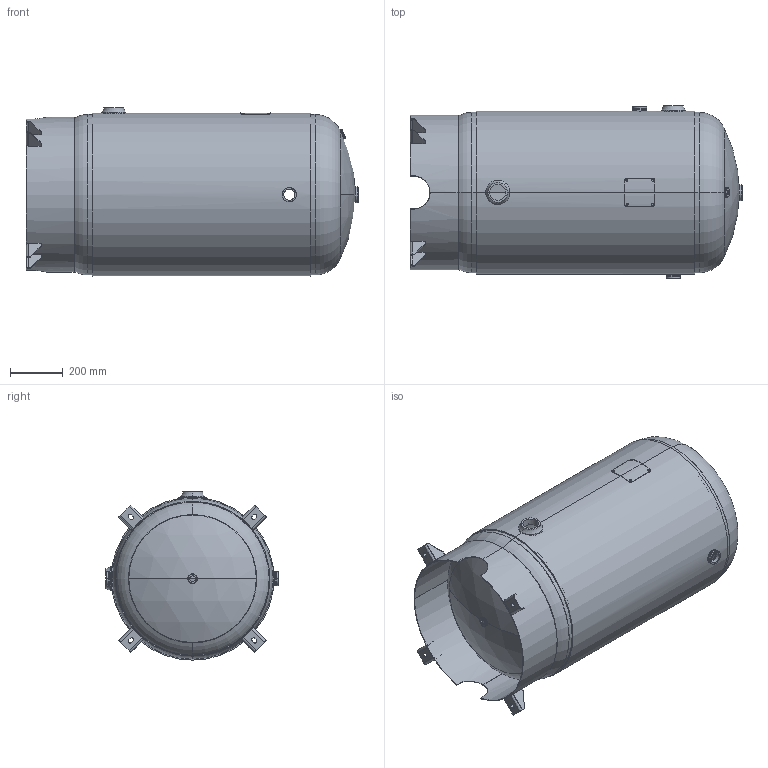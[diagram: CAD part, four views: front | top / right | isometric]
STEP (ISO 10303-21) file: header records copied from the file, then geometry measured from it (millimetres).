
FILE_DESCRIPTION (( 'STEP AP214' ), '1' );
FILE_NAME ('302417.STEP', '2024-10-25T19:20:22', ( '' ), ( '' ), 'SwSTEP 2.0', 'SolidWorks 2022', '' );
FILE_SCHEMA (( 'AUTOMOTIVE_DESIGN' ));
Length unit declared in the file: inch
Products named in the file (12): 302417-SL; HEAD_24X149PLN; NP-VER_24; A99372; PHOENIX RAD FLANGE_200P153; A55179; PHOENIX FLAT FLANGE_1250; 302417; PHOENIX FLAT FLANGE_0500P393; A99373; PHOENIX RAD FLANGE_125P706; PHOENIX FLAT FLANGE_0250P391
Assembly tree (17 placements, depth 3):
  302417
    302417-SL
    HEAD_24X149PLN  x2
    PHOENIX FLAT FLANGE_0500P393
    PHOENIX FLAT FLANGE_1250
    PHOENIX FLAT FLANGE_0250P391
    PHOENIX RAD FLANGE_200P153  x2
    PHOENIX RAD FLANGE_125P706  x2
    NP-VER_24
    A99373
      A55179  x4
      A99372
Bounding box: 1261.26 x 655.87 x 639.57 mm (x, y, z)
Volume: 11985206.1 mm3; surface area: 5859519.9 mm2
Topology: 16 solids, 16 shells, 340 faces, 752 edges, 454 vertices
Faces by surface type: plane 132, cylinder 98, torus 80, bspline 22, sphere 8
Entity records: 12728 total; most frequent: CARTESIAN_POINT 7561, DIRECTION 1013, ORIENTED_EDGE 914, EDGE_CURVE 457, AXIS2_PLACEMENT_3D 439, VERTEX_POINT 280, EDGE_LOOP 239, CIRCLE 236
